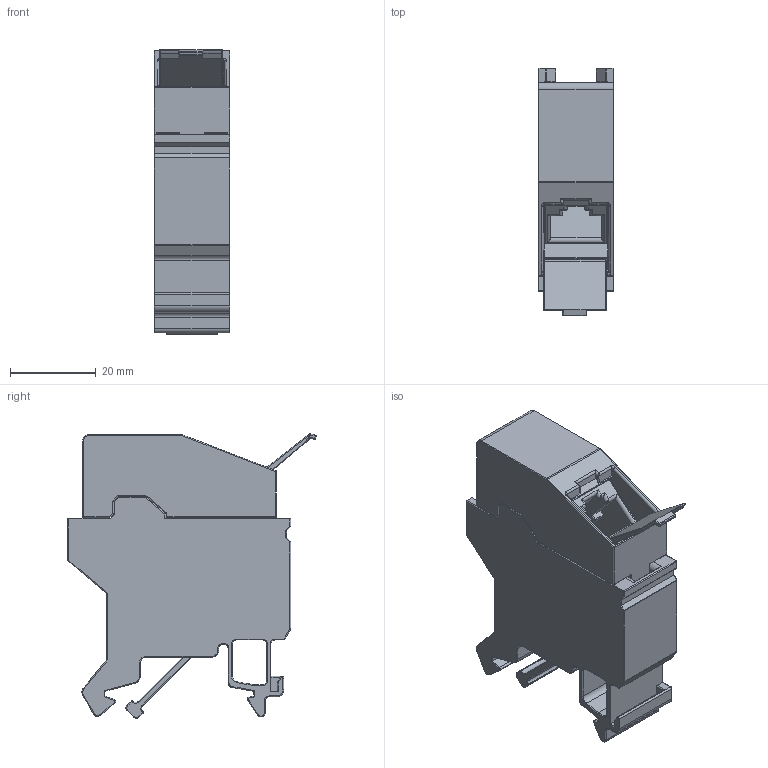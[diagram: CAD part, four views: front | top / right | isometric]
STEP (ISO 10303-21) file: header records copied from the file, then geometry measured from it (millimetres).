
FILE_DESCRIPTION(('CATIA V5 STEP Exchange','CAx-IF Rec.Pracs.--- Model Styling and Organization---1.5--- 2016-08-15','CAx-IF Rec.Pracs.---Supplemental Geometry---1.0---2011-11-01','CAx-IF Rec.Pracs.--- Composite Materials ---1.1---2010-07-15'),'2;1');
FILE_NAME ('032838-2_2', '2024-11-19T10:12:08+00:00', ('none'), ('Weidmueller'), 'CATIA Version 5-6 Release 2022 SP4 HF5', 'CATIA V5 STEP AP214 v3', 'none');
FILE_SCHEMA(('AUTOMOTIVE_DESIGN { 1 0 10303 214 1 1 1 1 }'));
Length unit declared in the file: millimetre
Products named in the file (1): 8879050000
Bounding box: 17.7 x 58.01 x 66.49 mm (x, y, z)
Volume: 28686.5 mm3; surface area: 20184.8 mm2
Topology: 1 solids, 1 shells, 898 faces, 2286 edges, 1302 vertices
Faces by surface type: cylinder 426, plane 301, sphere 77, torus 73, bspline 21
Entity records: 29018 total; most frequent: CARTESIAN_POINT 8318, ORIENTED_EDGE 4420, DIRECTION 3630, EDGE_CURVE 2210, AXIS2_PLACEMENT_3D 1426, VECTOR 1328, LINE 1328, VERTEX_POINT 1302
